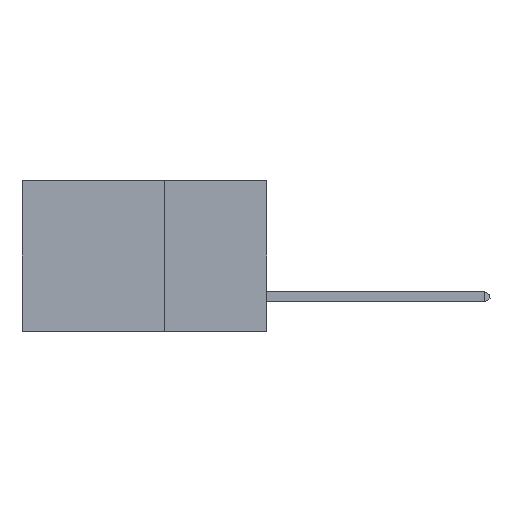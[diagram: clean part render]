
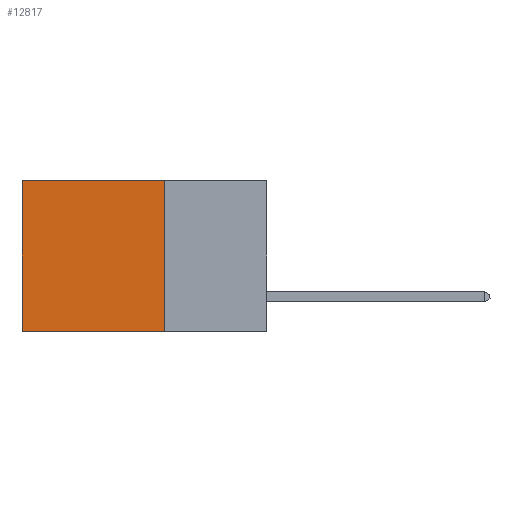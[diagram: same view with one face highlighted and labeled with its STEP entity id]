
A CAD part, left-side view. The second image highlights one B-rep face of the part: STEP entity #12817.
In plain terms, the highlighted planar face has unit normal (-1, 0, 0).
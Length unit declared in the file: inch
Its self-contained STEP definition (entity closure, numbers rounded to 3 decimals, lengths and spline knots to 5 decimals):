
#45 = VECTOR ( 'NONE', #8937, 39.37008 ) ;
#228 = VECTOR ( 'NONE', #9099, 39.37008 ) ;
#237 = EDGE_CURVE ( 'NONE', #5014, #8179, #1556, .T. ) ;
#1118 = LINE ( 'NONE', #6846, #12345 ) ;
#1288 = EDGE_CURVE ( 'NONE', #5014, #4419, #8824, .T. ) ;
#1401 = ORIENTED_EDGE ( 'NONE', *, *, #4465, .F. ) ;
#1556 = LINE ( 'NONE', #8045, #228 ) ;
#1607 = DIRECTION ( 'NONE',  ( 0., 1., 0. ) ) ;
#2702 = DIRECTION ( 'NONE',  ( 0., 0., -1. ) ) ;
#3364 = LINE ( 'NONE', #9948, #3540 ) ;
#3540 = VECTOR ( 'NONE', #2702, 39.37008 ) ;
#3951 = CARTESIAN_POINT ( 'NONE',  ( 0.2875, 0.6, -0.37 ) ) ;
#4249 = DIRECTION ( 'NONE',  ( 1., 0., 0. ) ) ;
#4419 = VERTEX_POINT ( 'NONE', #13175 ) ;
#4465 = EDGE_CURVE ( 'NONE', #4419, #5929, #1118, .T. ) ;
#4533 = CARTESIAN_POINT ( 'NONE',  ( 0.2875, 0.6, 0. ) ) ;
#5014 = VERTEX_POINT ( 'NONE', #10949 ) ;
#5364 = CARTESIAN_POINT ( 'NONE',  ( 0.2875, 0.25, 0. ) ) ;
#5404 = PLANE ( 'NONE',  #7627 ) ;
#5929 = VERTEX_POINT ( 'NONE', #3951 ) ;
#6396 = ORIENTED_EDGE ( 'NONE', *, *, #1288, .F. ) ;
#6491 = EDGE_LOOP ( 'NONE', ( #7492, #1401, #6396, #6754 ) ) ;
#6754 = ORIENTED_EDGE ( 'NONE', *, *, #237, .T. ) ;
#6846 = CARTESIAN_POINT ( 'NONE',  ( 0.2875, 0.25, -0.37 ) ) ;
#7492 = ORIENTED_EDGE ( 'NONE', *, *, #10290, .T. ) ;
#7627 = AXIS2_PLACEMENT_3D ( 'NONE', #5364, #4249, #8447 ) ;
#7871 = CARTESIAN_POINT ( 'NONE',  ( 0.2875, 0.25, 0. ) ) ;
#8045 = CARTESIAN_POINT ( 'NONE',  ( 0.2875, 0.25, 0. ) ) ;
#8179 = VERTEX_POINT ( 'NONE', #4533 ) ;
#8447 = DIRECTION ( 'NONE',  ( 0., 0., -1. ) ) ;
#8824 = LINE ( 'NONE', #7871, #45 ) ;
#8937 = DIRECTION ( 'NONE',  ( 0., 0., -1. ) ) ;
#9099 = DIRECTION ( 'NONE',  ( 0., 1., 0. ) ) ;
#9948 = CARTESIAN_POINT ( 'NONE',  ( 0.2875, 0.6, 0. ) ) ;
#10290 = EDGE_CURVE ( 'NONE', #8179, #5929, #3364, .T. ) ;
#10949 = CARTESIAN_POINT ( 'NONE',  ( 0.2875, 0.25, 0. ) ) ;
#12199 = FACE_OUTER_BOUND ( 'NONE', #6491, .T. ) ;
#12345 = VECTOR ( 'NONE', #1607, 39.37008 ) ;
#12817 = ADVANCED_FACE ( 'NONE', ( #12199 ), #5404, .F. ) ;
#13175 = CARTESIAN_POINT ( 'NONE',  ( 0.2875, 0.25, -0.37 ) ) ;
